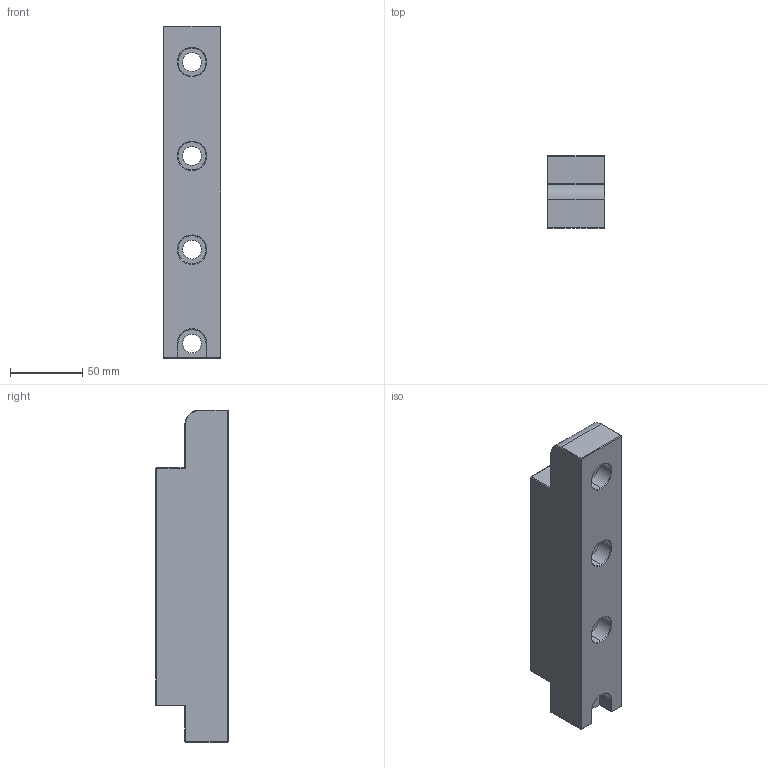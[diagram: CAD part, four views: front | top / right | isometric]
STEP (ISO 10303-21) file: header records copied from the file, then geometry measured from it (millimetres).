
FILE_DESCRIPTION(('Open CASCADE Model'),'2;1');
FILE_NAME('Open CASCADE Shape Model','2021-04-08T10:47:22',('Author'),( 'Open CASCADE'),'Open CASCADE STEP processor 7.4','Open CASCADE 7.4' ,'Unknown');
FILE_SCHEMA(('CONFIG_CONTROL_DESIGN'));
Length unit declared in the file: millimetre
Products named in the file (1): 0000028103 66
Bounding box: 40 x 50 x 230 mm (x, y, z)
Volume: 377011.8 mm3; surface area: 48182.2 mm2
Topology: 1 solids, 1 shells, 74 faces, 181 edges, 112 vertices
Faces by surface type: plane 49, cylinder 16, cone 9
Entity records: 4592 total; most frequent: CARTESIAN_POINT 820, DIRECTION 719, LINE 470, VECTOR 470, ORIENTED_EDGE 362, PCURVE 362, DEFINITIONAL_REPRESENTATION 362, EDGE_CURVE 181
